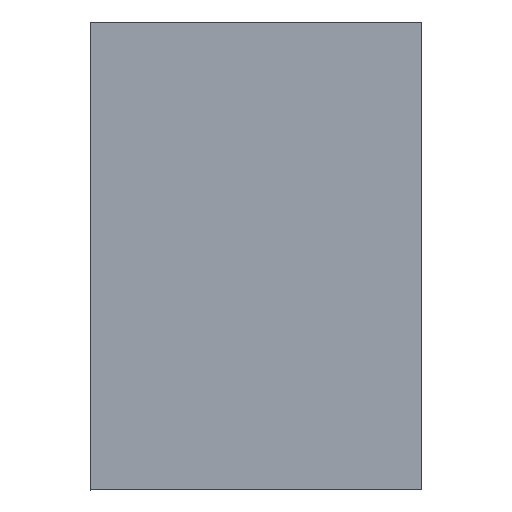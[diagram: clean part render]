
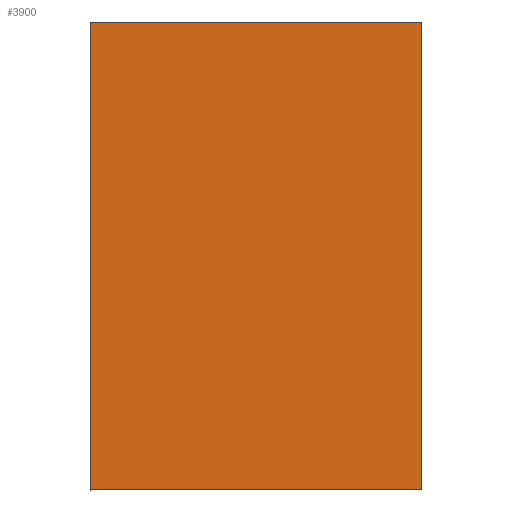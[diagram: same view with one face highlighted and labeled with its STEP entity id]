
A CAD part, top view. The second image highlights one B-rep face of the part: STEP entity #3900.
In plain terms, the highlighted planar face has unit normal (0, 0, 1).
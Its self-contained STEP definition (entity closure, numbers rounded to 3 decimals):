
#799=FACE_OUTER_BOUND('',#999,.T.);
#999=EDGE_LOOP('',(#3650,#3651,#3652,#3653));
#1121=LINE('',#9288,#1258);
#1124=LINE('',#9335,#1261);
#1181=LINE('',#17186,#1318);
#1182=LINE('',#17188,#1319);
#1258=VECTOR('',#4425,10.);
#1261=VECTOR('',#4430,10.);
#1318=VECTOR('',#4729,10.);
#1319=VECTOR('',#4732,10.);
#1565=VERTEX_POINT('',#9285);
#1566=VERTEX_POINT('',#9287);
#1569=VERTEX_POINT('',#9333);
#1773=VERTEX_POINT('',#17184);
#2081=EDGE_CURVE('',#1566,#1565,#1121,.T.);
#2086=EDGE_CURVE('',#1565,#1569,#1124,.T.);
#2399=EDGE_CURVE('',#1569,#1773,#1181,.T.);
#2400=EDGE_CURVE('',#1773,#1566,#1182,.T.);
#3650=ORIENTED_EDGE('',*,*,#2399,.T.);
#3651=ORIENTED_EDGE('',*,*,#2400,.T.);
#3652=ORIENTED_EDGE('',*,*,#2081,.T.);
#3653=ORIENTED_EDGE('',*,*,#2086,.T.);
#3713=PLANE('',#4142);
#3900=ADVANCED_FACE('',(#799),#3713,.T.);
#4142=AXIS2_PLACEMENT_3D('',#17189,#4733,#4734);
#4425=DIRECTION('',(0.,1.,0.));
#4430=DIRECTION('',(-1.,0.,0.));
#4729=DIRECTION('',(0.,-1.,0.));
#4732=DIRECTION('',(1.,0.,0.));
#4733=DIRECTION('center_axis',(0.,0.,1.));
#4734=DIRECTION('ref_axis',(1.,0.,0.));
#9285=CARTESIAN_POINT('',(77.608,42.789,-16.138));
#9287=CARTESIAN_POINT('',(77.608,-42.211,-16.138));
#9288=CARTESIAN_POINT('',(77.608,-42.211,-16.138));
#9333=CARTESIAN_POINT('',(17.608,42.789,-16.138));
#9335=CARTESIAN_POINT('',(77.608,42.789,-16.138));
#17184=CARTESIAN_POINT('',(17.608,-42.211,-16.138));
#17186=CARTESIAN_POINT('',(17.608,42.789,-16.138));
#17188=CARTESIAN_POINT('',(17.608,-42.211,-16.138));
#17189=CARTESIAN_POINT('Origin',(47.608,0.289,-16.138));
